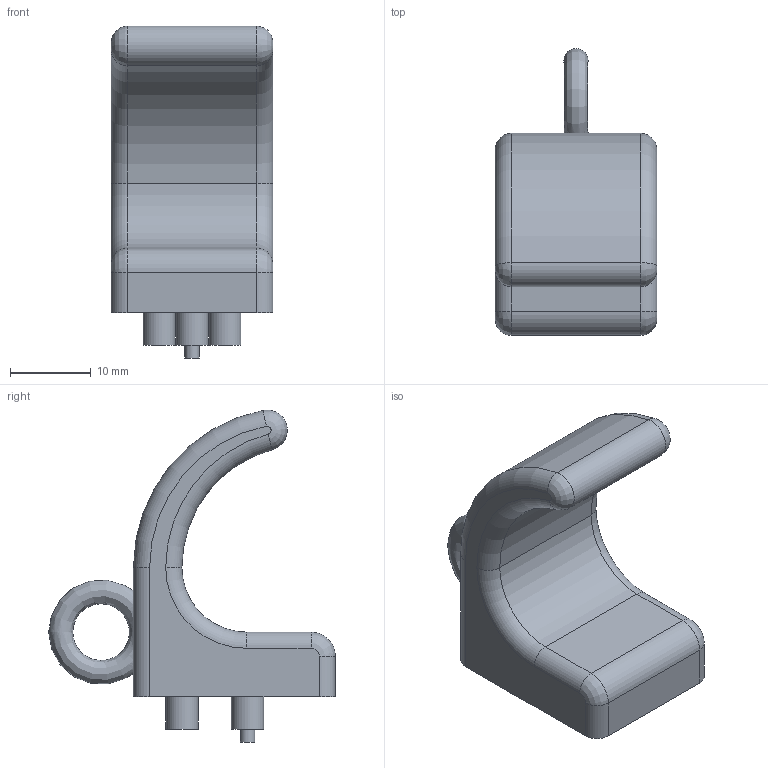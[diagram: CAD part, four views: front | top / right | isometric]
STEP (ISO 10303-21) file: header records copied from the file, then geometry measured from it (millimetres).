
FILE_DESCRIPTION(('FreeCAD Model'),'2;1');
FILE_NAME('Open CASCADE Shape Model','2021-07-07T20:54:29',('Author'),( ''),'Open CASCADE STEP processor 7.4','FreeCAD','Unknown');
FILE_SCHEMA(('AUTOMOTIVE_DESIGN_CC2 { 1 2 10303 214 -1 1 5 4 }'));
Length unit declared in the file: millimetre
Products named in the file (2): Part; Hook
Assembly tree (1 placements, depth 2):
  Part
    Hook
Bounding box: 20 x 35.5 x 41.1 mm (x, y, z)
Volume: 8189.9 mm3; surface area: 3561.8 mm2
Topology: 1 solids, 1 shells, 40 faces, 85 edges, 53 vertices
Faces by surface type: cylinder 17, plane 12, torus 6, revolution 5
Full cylindrical faces by diameter (mm): 1.6 x2, 1.75 x1, 4 x3
Entity records: 1406 total; most frequent: CARTESIAN_POINT 457, DIRECTION 214, ORIENTED_EDGE 170, AXIS2_PLACEMENT_3D 90, EDGE_CURVE 85, CIRCLE 53, VERTEX_POINT 52, FACE_BOUND 47
